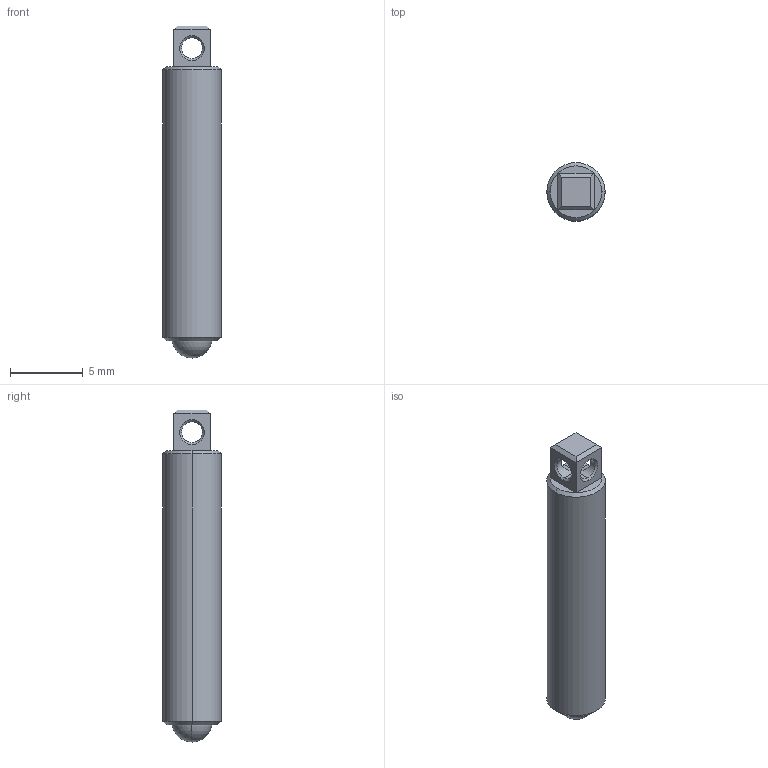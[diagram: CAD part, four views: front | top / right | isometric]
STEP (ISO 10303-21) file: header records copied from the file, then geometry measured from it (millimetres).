
FILE_DESCRIPTION (( 'STEP AP214' ), '1' );
FILE_NAME ('TTN203603-E0W.STEP', '2020-02-25T16:33:15', ( '' ), ( '' ), 'SwSTEP 2.0', 'SolidWorks 2018', '' );
FILE_SCHEMA (( 'AUTOMOTIVE_DESIGN' ));
Length unit declared in the file: inch
Products named in the file (1): TTN203603-E0W
Bounding box: 4 x 4 x 22.79 mm (x, y, z)
Volume: 250.3 mm3; surface area: 324.7 mm2
Topology: 2 solids, 2 shells, 41 faces, 90 edges, 47 vertices
Faces by surface type: cone 14, cylinder 12, plane 11, sphere 4
Entity records: 1632 total; most frequent: DIRECTION 194, CARTESIAN_POINT 181, ORIENTED_EDGE 164, EDGE_CURVE 82, AXIS2_PLACEMENT_3D 74, EDGE_LOOP 47, VECTOR 46, LINE 46
